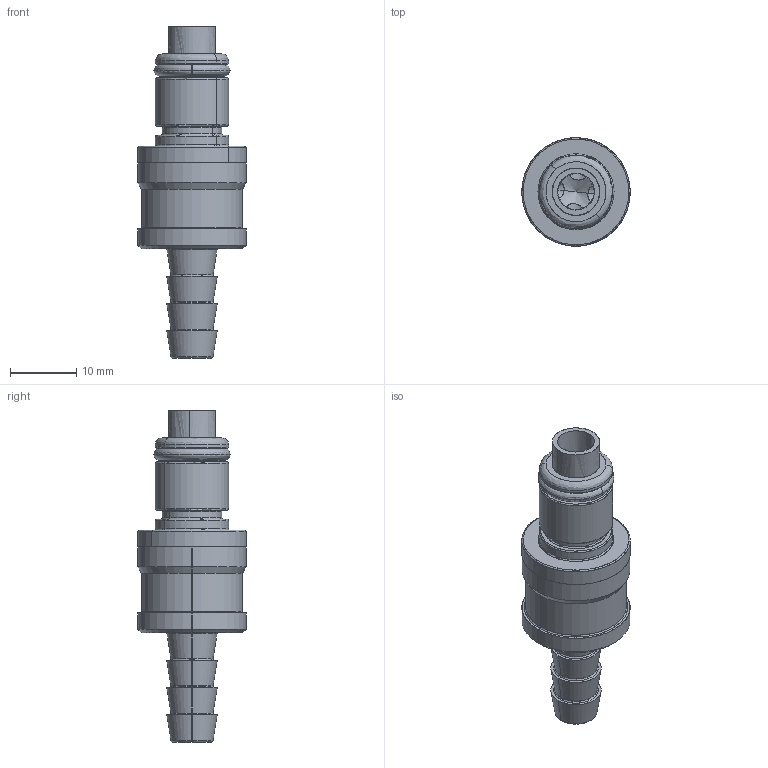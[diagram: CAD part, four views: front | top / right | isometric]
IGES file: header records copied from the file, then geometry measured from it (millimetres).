
Start section: SolidWorks IGES file using analytic representation for surfaces
Global section: file name: E-Q4V-PB-3-SS-V.IGS; native system: SolidWorks 2021; preprocessor: SolidWorks 2021; author: WTsang; date: 221103.073603; units: inch
Bounding box: 16.38 x 16.38 x 50.19 mm (x, y, z)
Surface area: 5261.3 mm2 (no closed solid volume)
Topology: 0 solids, 0 shells, 192 faces, 2826 edges, 2824 vertices
Faces by surface type: bspline 118, revolution 74
